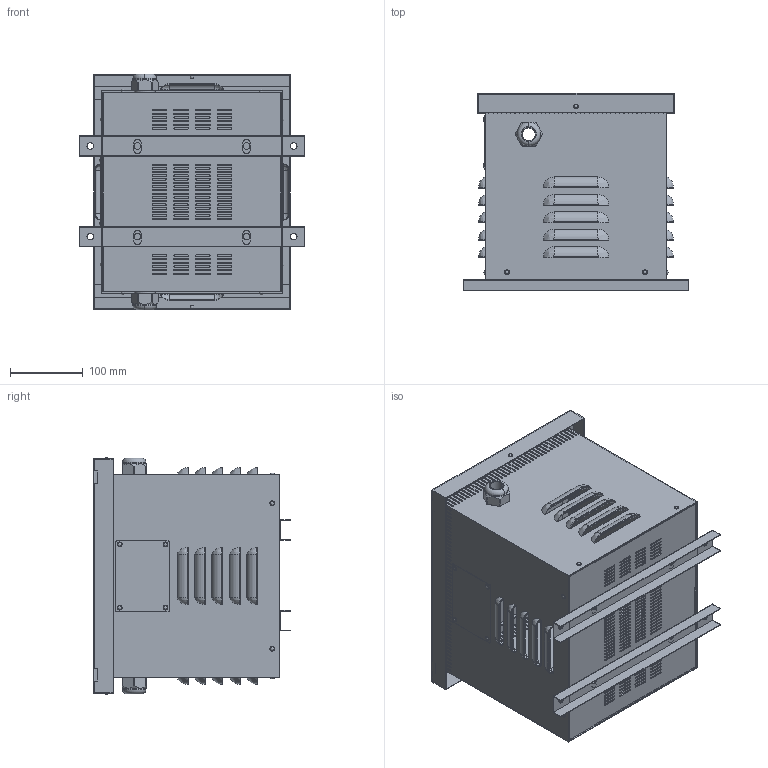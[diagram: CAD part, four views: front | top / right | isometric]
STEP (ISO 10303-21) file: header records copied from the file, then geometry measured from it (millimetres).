
FILE_DESCRIPTION(/* description */ (''),/* implementation_level */ '2;1');
FILE_NAME(/* name */ 'TNQ02253203.stp',/* time_stamp */ '2023-11-27T13:01:50+01:00',/* author */ ('velazquez'),/* organization */ (''),/* preprocessor_version */ 'ST-DEVELOPER v19.2',/* originating_system */ 'Autodesk Inventor 2023',/* authorisation */ '');
FILE_SCHEMA (('AUTOMOTIVE_DESIGN { 1 0 10303 214 3 1 1 }'));
Length unit declared in the file: millimetre
Products named in the file (8): TNQ02253203; RC65 BASE; Rc65 PATA; RC65 CUERPO; RC65 TAPA SUPERIOR; 1411145; PLACA CARACTERISTICAS; IFI 521 - 41, TPHSSPMBR
Assembly tree (22 placements, depth 2):
  TNQ02253203
    RC65 BASE
    Rc65 PATA  x2
    RC65 CUERPO
    RC65 TAPA SUPERIOR
    1411145  x2
    PLACA CARACTERISTICAS
    IFI 521 - 41, TPHSSPMBR  x14
Bounding box: 310 x 271 x 326.26 mm (x, y, z)
Volume: 681045.1 mm3; surface area: 1082187.1 mm2
Topology: 22 solids, 22 shells, 1711 faces, 5212 edges, 3350 vertices
Faces by surface type: plane 807, cylinder 774, bspline 94, torus 18, sphere 14, cone 4
Full cylindrical faces by diameter (mm): 2 x4, 3.2 x14, 4 x22, 9 x8, 30 x2
Entity records: 57308 total; most frequent: CARTESIAN_POINT 10404, ORIENTED_EDGE 9756, DIRECTION 9681, EDGE_CURVE 4878, AXIS2_PLACEMENT_3D 3297, VERTEX_POINT 3161, LINE 3087, VECTOR 3087
